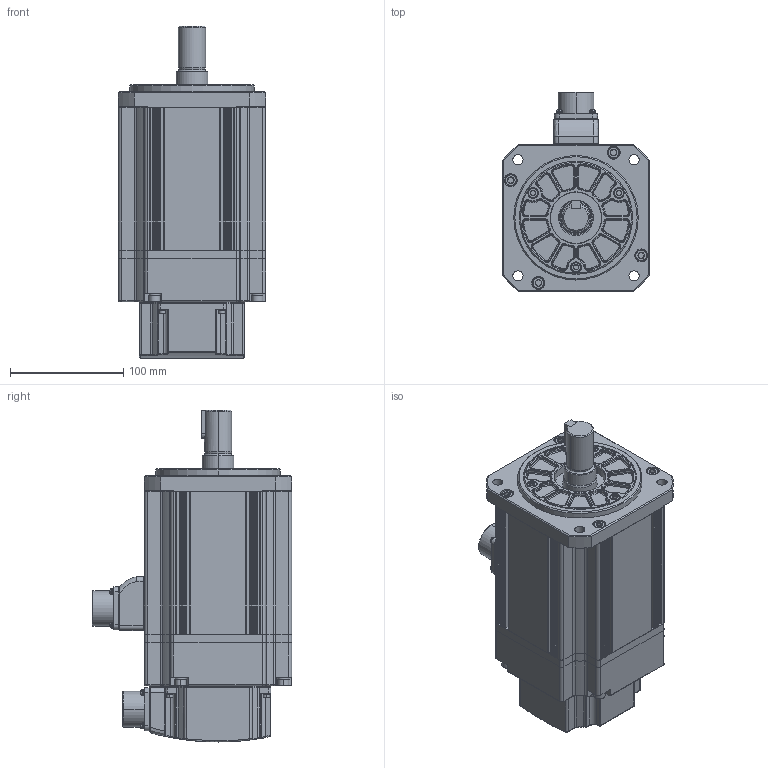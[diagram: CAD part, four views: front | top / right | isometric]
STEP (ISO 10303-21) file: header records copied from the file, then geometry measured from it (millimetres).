
FILE_DESCRIPTION (( 'STEP AP214' ), '1' );
FILE_NAME ('FMP13GA003G04_Out Line(APM-FEP22D_K2) r1 nc fxt.STEP', '2022-02-17T13:05:30', ( '' ), ( '' ), 'SwSTEP 2.0', 'SolidWorks 2017', '' );
FILE_SCHEMA (( 'AUTOMOTIVE_DESIGN' ));
Length unit declared in the file: inch
Products named in the file (1): FMP13GA003G04_Out Line(APM-FEP22D_K2) r1 nc fxt
Bounding box: 130 x 176.05 x 293.3 mm (x, y, z)
Volume: 3258660 mm3; surface area: 366351.7 mm2
Topology: 57 solids, 57 shells, 2213 faces, 5560 edges, 3518 vertices
Faces by surface type: cylinder 843, plane 729, bspline 321, cone 230, torus 90
Entity records: 79741 total; most frequent: CARTESIAN_POINT 26744, ORIENTED_EDGE 11004, DIRECTION 10861, EDGE_CURVE 5502, AXIS2_PLACEMENT_3D 4154, VERTEX_POINT 3518, VECTOR 2553, LINE 2553
